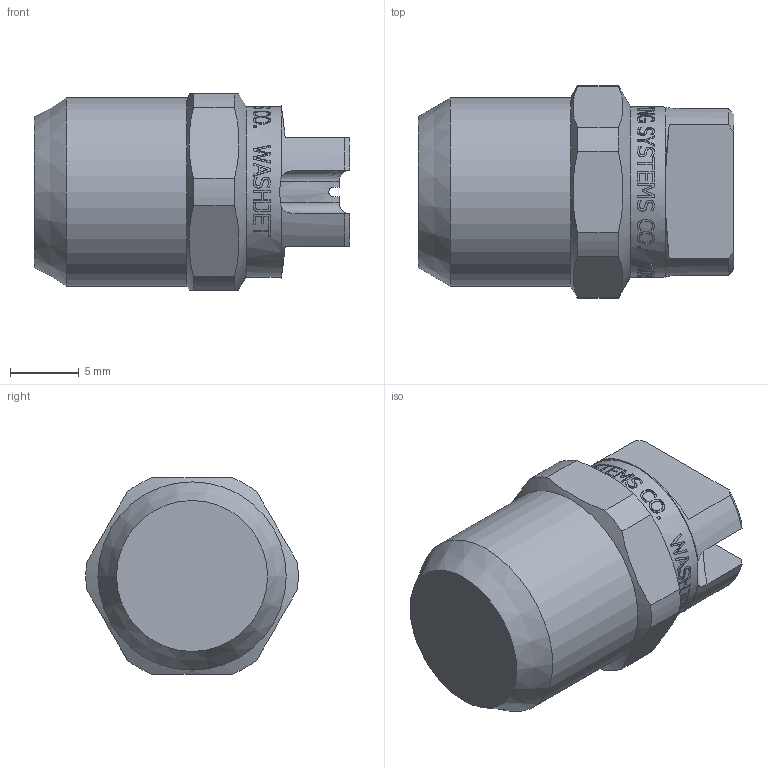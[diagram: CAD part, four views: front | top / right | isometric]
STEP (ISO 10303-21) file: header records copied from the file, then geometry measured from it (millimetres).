
FILE_DESCRIPTION((''),'2;1');
FILE_NAME('1_4 Meg WashJet.stp','2014-10-01T11:16:06',('RICHARDJ'),(''),'Autodesk Inventor 2013','Autodesk Inventor 2013','');
FILE_SCHEMA(('AUTOMOTIVE_DESIGN { 1 0 10303 214 1 1 1 1 }'));
Length unit declared in the file: inch
Products named in the file (1): 1_4 Meg WashJet
Bounding box: 23.01 x 15.46 x 14.29 mm (x, y, z)
Surface area: 1228.1 mm2 (no closed solid volume)
Topology: 0 solids, 36 shells, 85 faces, 987 edges, 933 vertices
Faces by surface type: cylinder 45, plane 29, cone 7, torus 4
Full cylindrical faces by diameter (mm): 12.446 x1, 13.716 x1
Entity records: 44740 total; most frequent: CARTESIAN_POINT 38936, ORIENTED_EDGE 1094, EDGE_CURVE 976, VERTEX_POINT 928, DIRECTION 696, B_SPLINE_CURVE_WITH_KNOTS 561, VECTOR 236, LINE 236
